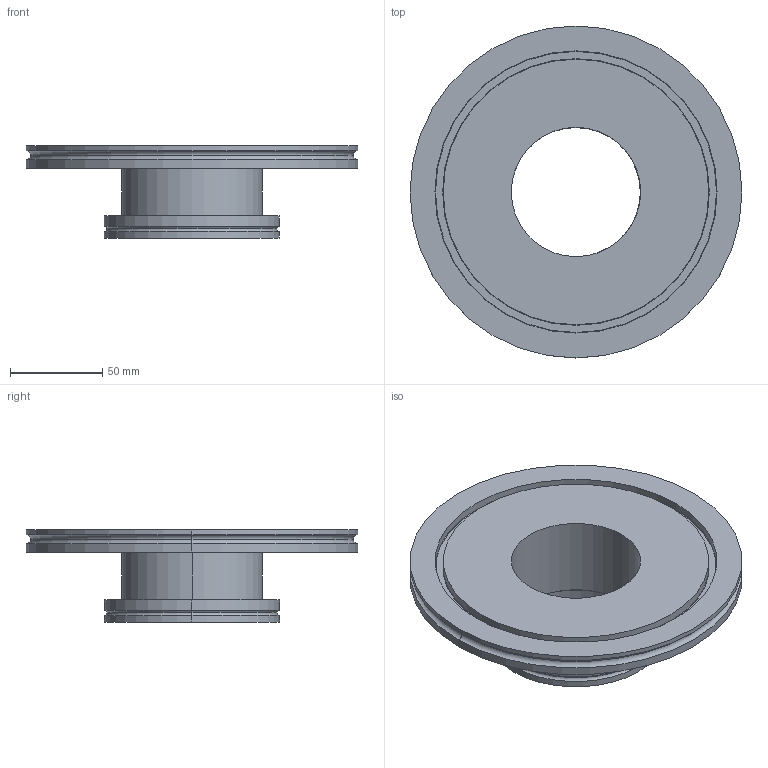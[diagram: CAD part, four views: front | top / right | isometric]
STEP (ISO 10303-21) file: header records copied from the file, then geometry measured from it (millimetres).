
FILE_DESCRIPTION (( 'STEP AP214' ), '1' );
FILE_NAME ('320RRG160-063-50.stp', '2017-06-01T09:53:52', ( '' ), ( '' ), 'SwSTEP 2.0', 'SolidWorks 2015', '' );
FILE_SCHEMA (( 'AUTOMOTIVE_DESIGN' ));
Length unit declared in the file: millimetre
Products named in the file (1): 320RRG160-063-50
Bounding box: 180 x 180 x 50 mm (x, y, z)
Volume: 290872 mm3; surface area: 90733.7 mm2
Topology: 2 solids, 2 shells, 52 faces, 104 edges, 64 vertices
Faces by surface type: cylinder 28, torus 12, plane 12
Entity records: 1999 total; most frequent: DIRECTION 286, CARTESIAN_POINT 221, ORIENTED_EDGE 208, AXIS2_PLACEMENT_3D 129, EDGE_CURVE 104, CIRCLE 76, EDGE_LOOP 64, VERTEX_POINT 64
